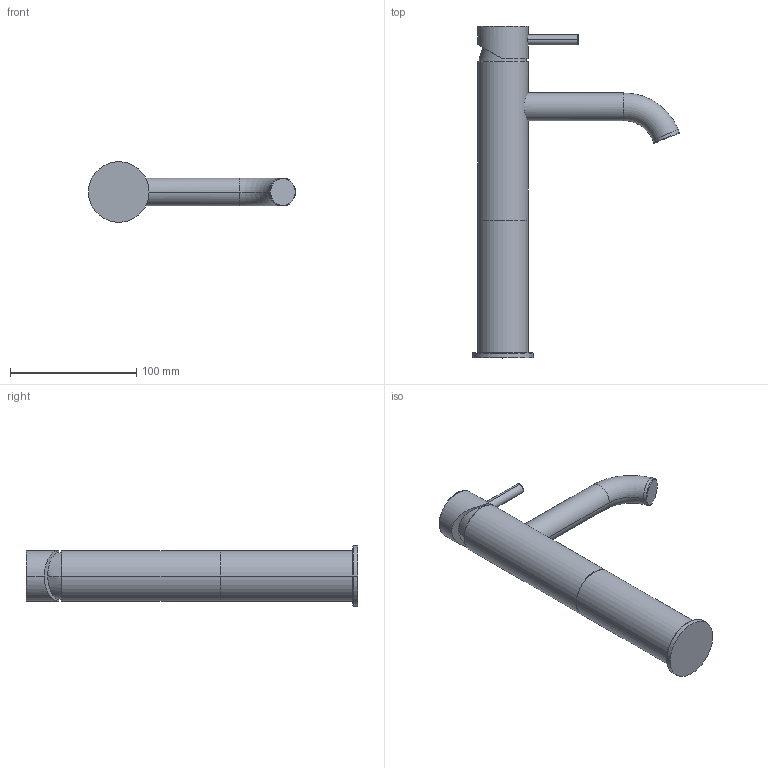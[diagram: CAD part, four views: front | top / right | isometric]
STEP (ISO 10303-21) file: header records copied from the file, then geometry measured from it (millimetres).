
FILE_DESCRIPTION((''),'2;1');
FILE_NAME('009A','2019-02-12T',('MQ'),(''),'PRO/ENGINEER BY PARAMETRIC TECHNOLOGY CORPORATION, 2012130','PRO/ENGINEER BY PARAMETRIC TECHNOLOGY CORPORATION, 2012130','');
FILE_SCHEMA(('CONFIG_CONTROL_DESIGN'));
Length unit declared in the file: millimetre
Products named in the file (1): 009A
Bounding box: 164.05 x 263 x 48 mm (x, y, z)
Volume: 379449.1 mm3; surface area: 48972.5 mm2
Topology: 2 solids, 2 shells, 38 faces, 80 edges, 48 vertices
Faces by surface type: cylinder 14, torus 12, plane 10, bspline 2
Entity records: 1184 total; most frequent: CARTESIAN_POINT 314, DIRECTION 194, ORIENTED_EDGE 160, AXIS2_PLACEMENT_3D 88, EDGE_CURVE 80, CIRCLE 52, VERTEX_POINT 48, EDGE_LOOP 40
